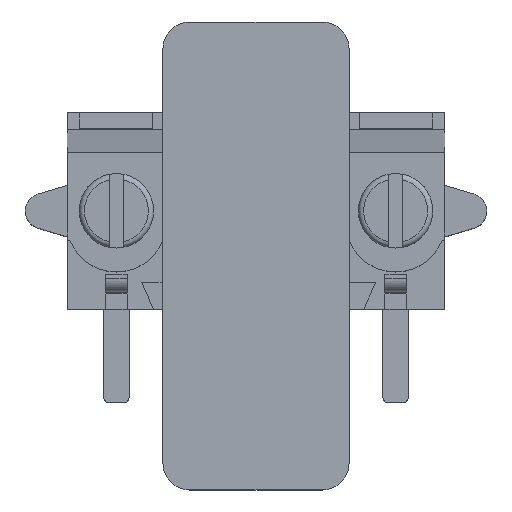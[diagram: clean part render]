
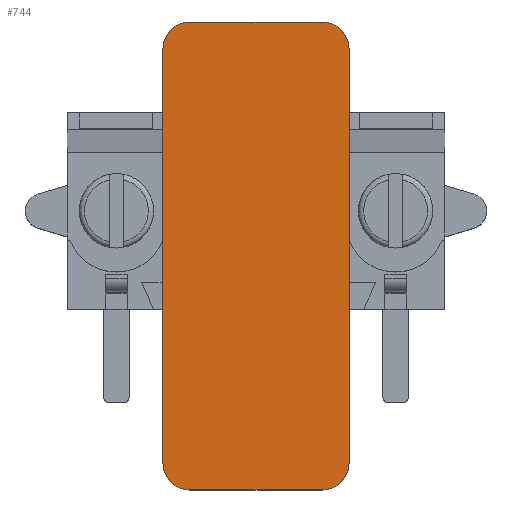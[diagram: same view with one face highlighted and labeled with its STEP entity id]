
A CAD part, top view. The second image highlights one B-rep face of the part: STEP entity #744.
In plain terms, the highlighted planar face has unit normal (0, 0, 1).
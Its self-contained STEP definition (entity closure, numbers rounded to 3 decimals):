
#744=ADVANCED_FACE('',(#1916),#1917,.T.);
#1916=FACE_OUTER_BOUND('',#3116,.T.);
#1917=PLANE('',#3117);
#3116=EDGE_LOOP('',(#7741,#7742,#7743,#7744,#7745,#7746,#7747,#7748));
#3117=AXIS2_PLACEMENT_3D('',#7749,#7750,#7751);
#7741=ORIENTED_EDGE('',*,*,#9457,.F.);
#7742=ORIENTED_EDGE('',*,*,#9459,.T.);
#7743=ORIENTED_EDGE('',*,*,#9460,.T.);
#7744=ORIENTED_EDGE('',*,*,#9461,.T.);
#7745=ORIENTED_EDGE('',*,*,#9462,.T.);
#7746=ORIENTED_EDGE('',*,*,#9463,.T.);
#7747=ORIENTED_EDGE('',*,*,#9464,.F.);
#7748=ORIENTED_EDGE('',*,*,#9465,.T.);
#7749=CARTESIAN_POINT('',(-3.5,7.1,7.6));
#7750=DIRECTION('',(0.,0.,1.0));
#7751=DIRECTION('',(-1.0,0.,0.));
#9457=EDGE_CURVE('',#11968,#11970,#11971,.T.);
#9459=EDGE_CURVE('',#11968,#11973,#11974,.T.);
#9460=EDGE_CURVE('',#11973,#11975,#11976,.T.);
#9461=EDGE_CURVE('',#11975,#11977,#11978,.T.);
#9462=EDGE_CURVE('',#11977,#11979,#11980,.T.);
#9463=EDGE_CURVE('',#11979,#11981,#11982,.T.);
#9464=EDGE_CURVE('',#11983,#11981,#11984,.T.);
#9465=EDGE_CURVE('',#11983,#11970,#11985,.T.);
#11968=VERTEX_POINT('',#15696);
#11970=VERTEX_POINT('',#15699);
#11971=LINE('',#15700,#15701);
#11973=VERTEX_POINT('',#15704);
#11974=CIRCLE('',#15705,1.0);
#11975=VERTEX_POINT('',#15706);
#11976=LINE('',#15707,#15708);
#11977=VERTEX_POINT('',#15709);
#11978=CIRCLE('',#15710,1.0);
#11979=VERTEX_POINT('',#15711);
#11980=LINE('',#15712,#15713);
#11981=VERTEX_POINT('',#15714);
#11982=CIRCLE('',#15715,1.0);
#11983=VERTEX_POINT('',#15716);
#11984=LINE('',#15717,#15718);
#11985=CIRCLE('',#15719,1.0);
#15696=CARTESIAN_POINT('',(-2.5,7.1,7.6));
#15699=CARTESIAN_POINT('',(2.5,7.1,7.6));
#15700=CARTESIAN_POINT('',(-3.5,7.1,7.6));
#15701=VECTOR('',#17969,1000.0);
#15704=CARTESIAN_POINT('',(-3.5,6.1,7.6));
#15705=AXIS2_PLACEMENT_3D('',#17971,#17972,#17973);
#15706=CARTESIAN_POINT('',(-3.5,-9.5,7.6));
#15707=CARTESIAN_POINT('',(-3.5,7.1,7.6));
#15708=VECTOR('',#17974,1000.0);
#15709=CARTESIAN_POINT('',(-2.5,-10.5,7.6));
#15710=AXIS2_PLACEMENT_3D('',#17975,#17976,#17977);
#15711=CARTESIAN_POINT('',(2.5,-10.5,7.6));
#15712=CARTESIAN_POINT('',(-3.5,-10.5,7.6));
#15713=VECTOR('',#17978,1000.0);
#15714=CARTESIAN_POINT('',(3.5,-9.5,7.6));
#15715=AXIS2_PLACEMENT_3D('',#17979,#17980,#17981);
#15716=CARTESIAN_POINT('',(3.5,6.1,7.6));
#15717=CARTESIAN_POINT('',(3.5,7.1,7.6));
#15718=VECTOR('',#17982,1000.0);
#15719=AXIS2_PLACEMENT_3D('',#17983,#17984,#17985);
#17969=DIRECTION('',(1.0,0.,0.));
#17971=CARTESIAN_POINT('',(-2.5,6.1,7.6));
#17972=DIRECTION('',(0.,0.,1.0));
#17973=DIRECTION('',(-1.0,0.,0.));
#17974=DIRECTION('',(0.,-1.0,0.));
#17975=CARTESIAN_POINT('',(-2.5,-9.5,7.6));
#17976=DIRECTION('',(0.,0.,1.0));
#17977=DIRECTION('',(-1.0,0.,0.));
#17978=DIRECTION('',(1.0,0.,0.));
#17979=CARTESIAN_POINT('',(2.5,-9.5,7.6));
#17980=DIRECTION('',(0.,0.,1.0));
#17981=DIRECTION('',(-1.0,0.,0.));
#17982=DIRECTION('',(0.,-1.0,0.));
#17983=CARTESIAN_POINT('',(2.5,6.1,7.6));
#17984=DIRECTION('',(0.,0.,1.0));
#17985=DIRECTION('',(-1.0,0.,0.));
